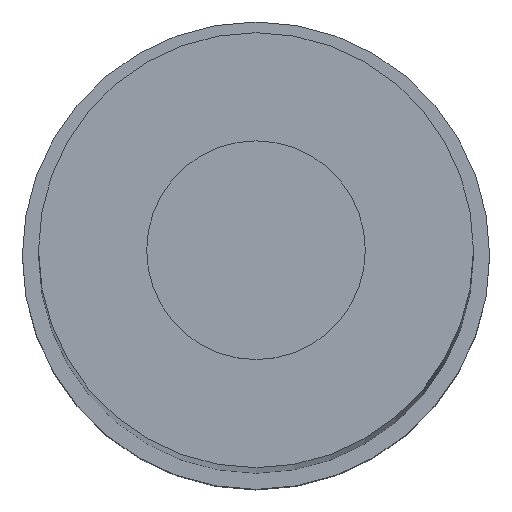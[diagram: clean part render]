
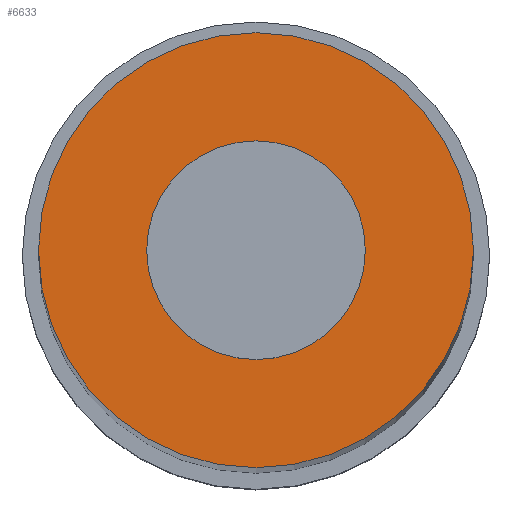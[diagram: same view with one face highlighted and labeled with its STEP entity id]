
A CAD part, top view. The second image highlights one B-rep face of the part: STEP entity #6633.
In plain terms, the highlighted planar face has unit normal (0, 0, 1).
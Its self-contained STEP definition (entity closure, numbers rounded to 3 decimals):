
#265 = AXIS2_PLACEMENT_3D ( 'NONE', #6977, #8528, #10225 ) ;
#1094 = EDGE_CURVE ( 'NONE', #5863, #7019, #10202, .T. ) ;
#1229 = ORIENTED_EDGE ( 'NONE', *, *, #9925, .T. ) ;
#2056 = DIRECTION ( 'NONE',  ( 1., 0., 0. ) ) ;
#2132 = EDGE_CURVE ( 'NONE', #7560, #9530, #7298, .T. ) ;
#2555 = ORIENTED_EDGE ( 'NONE', *, *, #2132, .F. ) ;
#2701 = ORIENTED_EDGE ( 'NONE', *, *, #3508, .F. ) ;
#2783 = EDGE_LOOP ( 'NONE', ( #2555, #2701 ) ) ;
#3508 = EDGE_CURVE ( 'NONE', #9530, #7560, #4852, .T. ) ;
#3933 = CARTESIAN_POINT ( 'NONE',  ( -0.377, 0., 12. ) ) ;
#4407 = CARTESIAN_POINT ( 'NONE',  ( 0., 0., 12. ) ) ;
#4766 = FACE_OUTER_BOUND ( 'NONE', #10006, .T. ) ;
#4812 = DIRECTION ( 'NONE',  ( 0., 0., 1. ) ) ;
#4852 = CIRCLE ( 'NONE', #6409, 0.377 ) ;
#4934 = DIRECTION ( 'NONE',  ( 0., 0., 1. ) ) ;
#5340 = ORIENTED_EDGE ( 'NONE', *, *, #1094, .T. ) ;
#5863 = VERTEX_POINT ( 'NONE', #6528 ) ;
#6028 = PLANE ( 'NONE',  #6111 ) ;
#6111 = AXIS2_PLACEMENT_3D ( 'NONE', #4407, #7616, #2056 ) ;
#6409 = AXIS2_PLACEMENT_3D ( 'NONE', #7001, #8520, #9335 ) ;
#6513 = CARTESIAN_POINT ( 'NONE',  ( 0., 0., 12. ) ) ;
#6528 = CARTESIAN_POINT ( 'NONE',  ( 0.75, 0., 12. ) ) ;
#6633 = ADVANCED_FACE ( 'NONE', ( #6888, #4766 ), #6028, .T. ) ;
#6888 = FACE_BOUND ( 'NONE', #2783, .T. ) ;
#6977 = CARTESIAN_POINT ( 'NONE',  ( 0., 0., 12. ) ) ;
#7001 = CARTESIAN_POINT ( 'NONE',  ( 0., 0., 12. ) ) ;
#7019 = VERTEX_POINT ( 'NONE', #8073 ) ;
#7133 = DIRECTION ( 'NONE',  ( 1., 0., 0. ) ) ;
#7298 = CIRCLE ( 'NONE', #7520, 0.377 ) ;
#7520 = AXIS2_PLACEMENT_3D ( 'NONE', #6513, #4934, #8912 ) ;
#7560 = VERTEX_POINT ( 'NONE', #8321 ) ;
#7616 = DIRECTION ( 'NONE',  ( 0., 0., 1. ) ) ;
#7717 = CIRCLE ( 'NONE', #7794, 0.75 ) ;
#7794 = AXIS2_PLACEMENT_3D ( 'NONE', #7972, #4812, #7133 ) ;
#7972 = CARTESIAN_POINT ( 'NONE',  ( 0., 0., 12. ) ) ;
#8073 = CARTESIAN_POINT ( 'NONE',  ( -0.75, 0., 12. ) ) ;
#8321 = CARTESIAN_POINT ( 'NONE',  ( 0.377, 0., 12. ) ) ;
#8520 = DIRECTION ( 'NONE',  ( 0., 0., 1. ) ) ;
#8528 = DIRECTION ( 'NONE',  ( 0., 0., 1. ) ) ;
#8912 = DIRECTION ( 'NONE',  ( 1., 0., 0. ) ) ;
#9335 = DIRECTION ( 'NONE',  ( 1., 0., 0. ) ) ;
#9530 = VERTEX_POINT ( 'NONE', #3933 ) ;
#9925 = EDGE_CURVE ( 'NONE', #7019, #5863, #7717, .T. ) ;
#10006 = EDGE_LOOP ( 'NONE', ( #1229, #5340 ) ) ;
#10202 = CIRCLE ( 'NONE', #265, 0.75 ) ;
#10225 = DIRECTION ( 'NONE',  ( 1., 0., 0. ) ) ;
